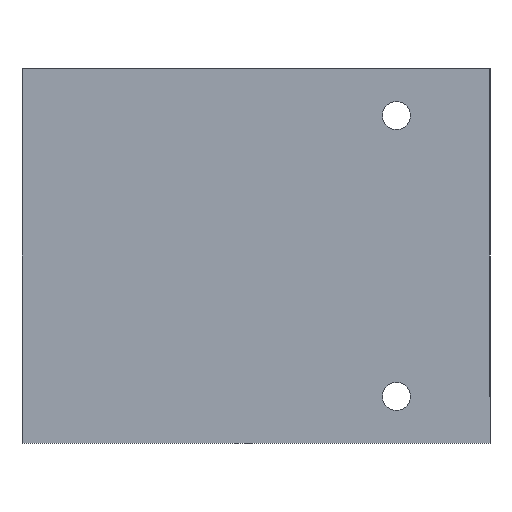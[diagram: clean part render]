
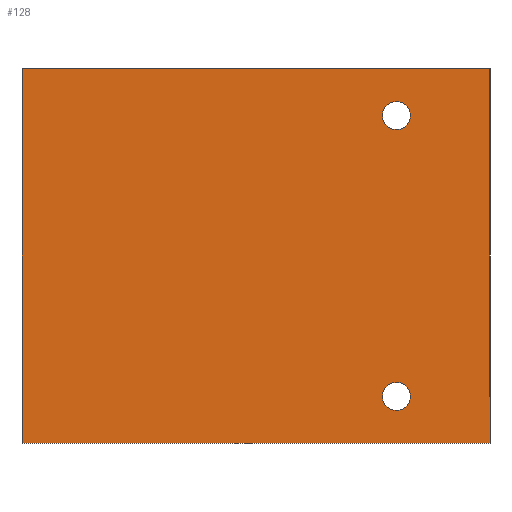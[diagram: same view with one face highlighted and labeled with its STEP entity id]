
A CAD part, front view. The second image highlights one B-rep face of the part: STEP entity #128.
In plain terms, the highlighted planar face has unit normal (0, -1, 0).
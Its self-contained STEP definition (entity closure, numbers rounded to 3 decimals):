
#1 = DIRECTION ( 'NONE',  ( 0., 1., 0. ) ) ;
#4 = ORIENTED_EDGE ( 'NONE', *, *, #298, .F. ) ;
#7 = CARTESIAN_POINT ( 'NONE',  ( 20., 0., -20. ) ) ;
#20 = CIRCLE ( 'NONE', #106, 1.5 ) ;
#28 = CARTESIAN_POINT ( 'NONE',  ( 0., 0., 0. ) ) ;
#32 = ORIENTED_EDGE ( 'NONE', *, *, #184, .T. ) ;
#34 = VERTEX_POINT ( 'NONE', #187 ) ;
#39 = DIRECTION ( 'NONE',  ( 1., 0., 0. ) ) ;
#47 = LINE ( 'NONE', #93, #332 ) ;
#49 = CARTESIAN_POINT ( 'NONE',  ( 10., 0., 15. ) ) ;
#50 = FACE_OUTER_BOUND ( 'NONE', #295, .T. ) ;
#52 = CIRCLE ( 'NONE', #67, 1.5 ) ;
#66 = VERTEX_POINT ( 'NONE', #266 ) ;
#67 = AXIS2_PLACEMENT_3D ( 'NONE', #245, #1, #246 ) ;
#69 = EDGE_CURVE ( 'NONE', #34, #312, #47, .T. ) ;
#76 = DIRECTION ( 'NONE',  ( 0., 0., 1. ) ) ;
#78 = DIRECTION ( 'NONE',  ( 0., 0., 1. ) ) ;
#81 = CARTESIAN_POINT ( 'NONE',  ( 10., 0., -16.5 ) ) ;
#83 = VECTOR ( 'NONE', #39, 1000. ) ;
#85 = CARTESIAN_POINT ( 'NONE',  ( 10., 0., 15. ) ) ;
#89 = EDGE_CURVE ( 'NONE', #340, #315, #350, .T. ) ;
#93 = CARTESIAN_POINT ( 'NONE',  ( -30., 0., -20. ) ) ;
#104 = CARTESIAN_POINT ( 'NONE',  ( 20., 0., 0. ) ) ;
#106 = AXIS2_PLACEMENT_3D ( 'NONE', #85, #250, #330 ) ;
#120 = CARTESIAN_POINT ( 'NONE',  ( 10., 0., 13.5 ) ) ;
#128 = ADVANCED_FACE ( 'NONE', ( #219, #269, #50 ), #134, .F. ) ;
#130 = DIRECTION ( 'NONE',  ( 1., 0., 0. ) ) ;
#134 = PLANE ( 'NONE',  #274 ) ;
#141 = ORIENTED_EDGE ( 'NONE', *, *, #244, .T. ) ;
#142 = LINE ( 'NONE', #145, #270 ) ;
#143 = ORIENTED_EDGE ( 'NONE', *, *, #183, .T. ) ;
#145 = CARTESIAN_POINT ( 'NONE',  ( -30., 0., -20. ) ) ;
#161 = DIRECTION ( 'NONE',  ( 0., 0., 1. ) ) ;
#172 = VERTEX_POINT ( 'NONE', #81 ) ;
#176 = VECTOR ( 'NONE', #161, 1000. ) ;
#183 = EDGE_CURVE ( 'NONE', #172, #284, #52, .T. ) ;
#184 = EDGE_CURVE ( 'NONE', #312, #66, #276, .T. ) ;
#187 = CARTESIAN_POINT ( 'NONE',  ( -30., 0., -20. ) ) ;
#193 = EDGE_CURVE ( 'NONE', #284, #172, #257, .T. ) ;
#204 = CARTESIAN_POINT ( 'NONE',  ( -30., 0., 20. ) ) ;
#205 = ORIENTED_EDGE ( 'NONE', *, *, #69, .T. ) ;
#206 = CARTESIAN_POINT ( 'NONE',  ( -30., 0., 20. ) ) ;
#213 = ORIENTED_EDGE ( 'NONE', *, *, #342, .F. ) ;
#214 = AXIS2_PLACEMENT_3D ( 'NONE', #49, #297, #78 ) ;
#219 = FACE_BOUND ( 'NONE', #253, .T. ) ;
#220 = DIRECTION ( 'NONE',  ( 0., 1., 0. ) ) ;
#222 = AXIS2_PLACEMENT_3D ( 'NONE', #302, #220, #327 ) ;
#223 = CARTESIAN_POINT ( 'NONE',  ( 10., 0., -13.5 ) ) ;
#227 = ORIENTED_EDGE ( 'NONE', *, *, #89, .T. ) ;
#229 = CARTESIAN_POINT ( 'NONE',  ( 10., 0., 16.5 ) ) ;
#230 = EDGE_LOOP ( 'NONE', ( #227, #141 ) ) ;
#244 = EDGE_CURVE ( 'NONE', #315, #340, #20, .T. ) ;
#245 = CARTESIAN_POINT ( 'NONE',  ( 10., 0., -15. ) ) ;
#246 = DIRECTION ( 'NONE',  ( 0., 0., 1. ) ) ;
#250 = DIRECTION ( 'NONE',  ( 0., 1., 0. ) ) ;
#253 = EDGE_LOOP ( 'NONE', ( #339, #143 ) ) ;
#257 = CIRCLE ( 'NONE', #222, 1.5 ) ;
#260 = VERTEX_POINT ( 'NONE', #204 ) ;
#266 = CARTESIAN_POINT ( 'NONE',  ( 20., 0., 20. ) ) ;
#269 = FACE_BOUND ( 'NONE', #230, .T. ) ;
#270 = VECTOR ( 'NONE', #280, 1000. ) ;
#274 = AXIS2_PLACEMENT_3D ( 'NONE', #28, #325, #76 ) ;
#276 = LINE ( 'NONE', #104, #176 ) ;
#280 = DIRECTION ( 'NONE',  ( 0., 0., 1. ) ) ;
#284 = VERTEX_POINT ( 'NONE', #223 ) ;
#295 = EDGE_LOOP ( 'NONE', ( #205, #32, #213, #4 ) ) ;
#297 = DIRECTION ( 'NONE',  ( 0., 1., 0. ) ) ;
#298 = EDGE_CURVE ( 'NONE', #34, #260, #142, .T. ) ;
#302 = CARTESIAN_POINT ( 'NONE',  ( 10., 0., -15. ) ) ;
#312 = VERTEX_POINT ( 'NONE', #7 ) ;
#315 = VERTEX_POINT ( 'NONE', #120 ) ;
#325 = DIRECTION ( 'NONE',  ( 0., 1., 0. ) ) ;
#327 = DIRECTION ( 'NONE',  ( 0., 0., 1. ) ) ;
#330 = DIRECTION ( 'NONE',  ( 0., 0., 1. ) ) ;
#332 = VECTOR ( 'NONE', #130, 1000. ) ;
#335 = LINE ( 'NONE', #206, #83 ) ;
#339 = ORIENTED_EDGE ( 'NONE', *, *, #193, .T. ) ;
#340 = VERTEX_POINT ( 'NONE', #229 ) ;
#342 = EDGE_CURVE ( 'NONE', #260, #66, #335, .T. ) ;
#350 = CIRCLE ( 'NONE', #214, 1.5 ) ;
